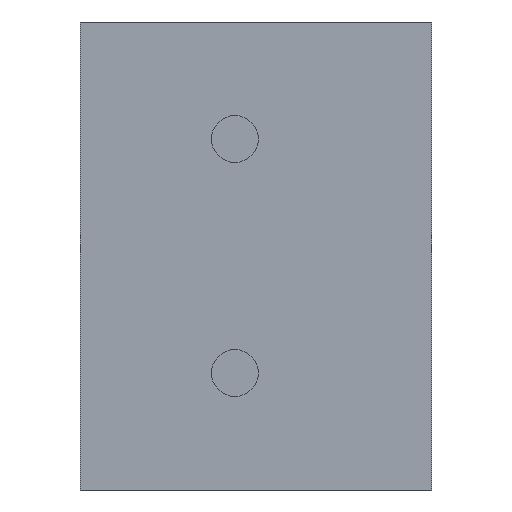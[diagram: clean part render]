
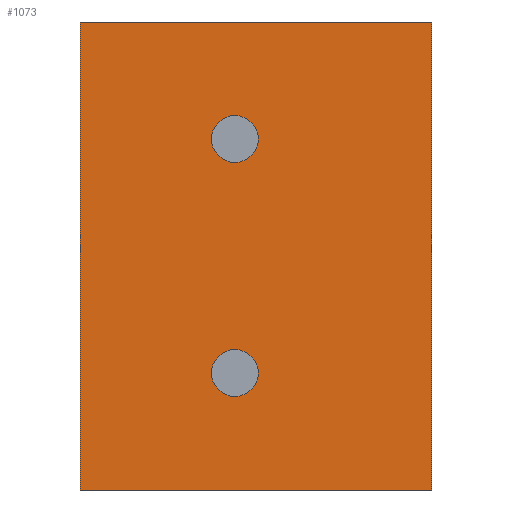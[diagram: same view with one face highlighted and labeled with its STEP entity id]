
A CAD part, front view. The second image highlights one B-rep face of the part: STEP entity #1073.
In plain terms, the highlighted planar face has unit normal (0, -1, 0).
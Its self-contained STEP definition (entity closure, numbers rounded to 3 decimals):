
#18=FACE_BOUND('',#153,.T.);
#19=FACE_BOUND('',#154,.T.);
#32=PLANE('',#1145);
#88=FACE_OUTER_BOUND('',#152,.T.);
#152=EDGE_LOOP('',(#782,#783,#784,#785));
#153=EDGE_LOOP('',(#786));
#154=EDGE_LOOP('',(#787));
#211=LINE('',#1578,#325);
#217=LINE('',#1595,#331);
#227=LINE('',#1615,#341);
#231=LINE('',#1621,#345);
#325=VECTOR('',#1266,10.);
#331=VECTOR('',#1282,10.);
#341=VECTOR('',#1294,10.);
#345=VECTOR('',#1300,10.);
#431=CIRCLE('',#1123,0.5);
#433=CIRCLE('',#1127,0.5);
#471=VERTEX_POINT('',#1541);
#473=VERTEX_POINT('',#1548);
#479=VERTEX_POINT('',#1568);
#483=VERTEX_POINT('',#1576);
#489=VERTEX_POINT('',#1594);
#498=VERTEX_POINT('',#1614);
#572=EDGE_CURVE('',#471,#471,#431,.T.);
#575=EDGE_CURVE('',#473,#473,#433,.T.);
#587=EDGE_CURVE('',#479,#483,#211,.T.);
#595=EDGE_CURVE('',#479,#489,#217,.T.);
#605=EDGE_CURVE('',#498,#489,#227,.T.);
#609=EDGE_CURVE('',#483,#498,#231,.T.);
#782=ORIENTED_EDGE('',*,*,#587,.T.);
#783=ORIENTED_EDGE('',*,*,#609,.T.);
#784=ORIENTED_EDGE('',*,*,#605,.T.);
#785=ORIENTED_EDGE('',*,*,#595,.F.);
#786=ORIENTED_EDGE('',*,*,#572,.T.);
#787=ORIENTED_EDGE('',*,*,#575,.T.);
#1073=ADVANCED_FACE('',(#88,#18,#19),#32,.T.);
#1123=AXIS2_PLACEMENT_3D('',#1543,#1228,#1229);
#1127=AXIS2_PLACEMENT_3D('',#1550,#1237,#1238);
#1145=AXIS2_PLACEMENT_3D('',#1622,#1301,#1302);
#1228=DIRECTION('center_axis',(0.,1.,0.));
#1229=DIRECTION('ref_axis',(-1.,0.,0.));
#1237=DIRECTION('center_axis',(0.,1.,0.));
#1238=DIRECTION('ref_axis',(-1.,0.,0.));
#1266=DIRECTION('',(1.,0.,0.));
#1282=DIRECTION('',(0.,0.,1.));
#1294=DIRECTION('',(-1.,0.,0.));
#1300=DIRECTION('',(0.,0.,1.));
#1301=DIRECTION('center_axis',(0.,-1.,0.));
#1302=DIRECTION('ref_axis',(1.,0.,0.));
#1541=CARTESIAN_POINT('',(3.8,0.,3.1));
#1543=CARTESIAN_POINT('Origin',(3.3,0.,3.1));
#1548=CARTESIAN_POINT('',(3.8,0.,8.1));
#1550=CARTESIAN_POINT('Origin',(3.3,0.,8.1));
#1568=CARTESIAN_POINT('',(0.,0.,0.6));
#1576=CARTESIAN_POINT('',(7.5,0.,0.6));
#1578=CARTESIAN_POINT('',(1.875,0.,0.6));
#1594=CARTESIAN_POINT('',(0.,0.,10.6));
#1595=CARTESIAN_POINT('',(0.,0.,0.));
#1614=CARTESIAN_POINT('',(7.5,0.,10.6));
#1615=CARTESIAN_POINT('',(1.875,0.,10.6));
#1621=CARTESIAN_POINT('',(7.5,0.,0.));
#1622=CARTESIAN_POINT('Origin',(0.,0.,0.));
